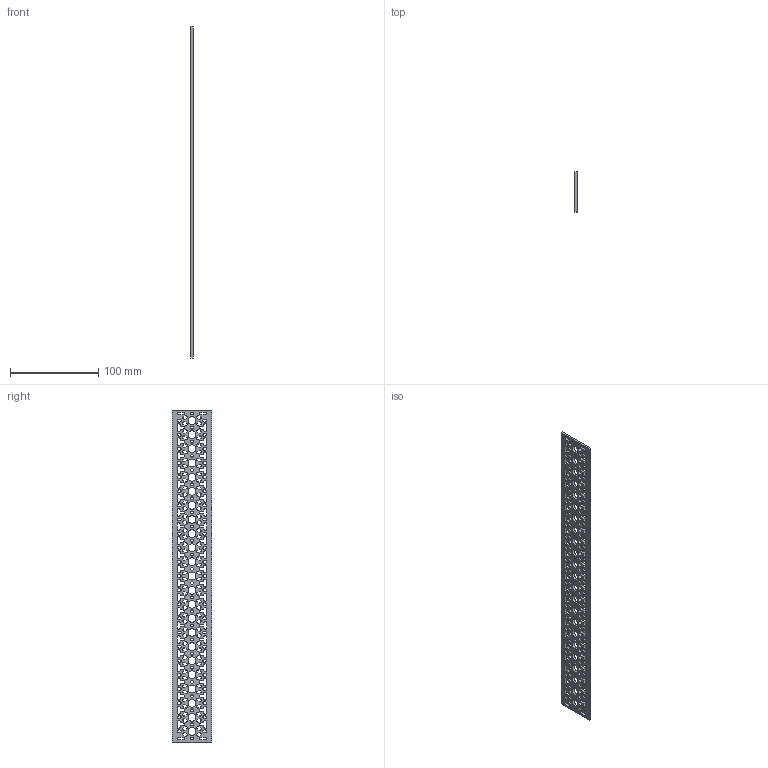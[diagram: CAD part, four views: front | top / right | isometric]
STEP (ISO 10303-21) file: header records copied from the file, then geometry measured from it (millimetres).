
FILE_DESCRIPTION (( 'STEP AP203' ), '1' );
FILE_NAME ('REV-41-1782.STEP', '2019-07-11T21:17:45', ( '' ), ( '' ), 'SwSTEP 2.0', 'SolidWorks 2018', '' );
FILE_SCHEMA (( 'CONFIG_CONTROL_DESIGN' ));
Length unit declared in the file: millimetre
Products named in the file (1): REV-41-1782
Bounding box: 3 x 45 x 376 mm (x, y, z)
Volume: 34186.9 mm3; surface area: 37959 mm2
Topology: 1 solids, 1 shells, 1156 faces, 3462 edges, 2308 vertices
Faces by surface type: cylinder 646, plane 510
Entity records: 40407 total; most frequent: DIRECTION 7068, CARTESIAN_POINT 6927, ORIENTED_EDGE 6924, EDGE_CURVE 3462, AXIS2_PLACEMENT_3D 2449, VERTEX_POINT 2308, VECTOR 2170, LINE 2170
